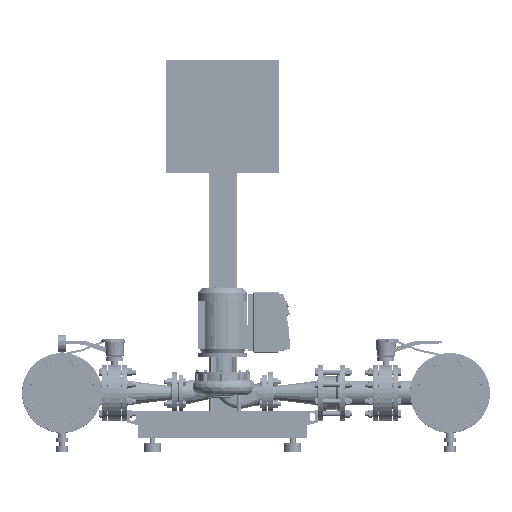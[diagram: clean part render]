
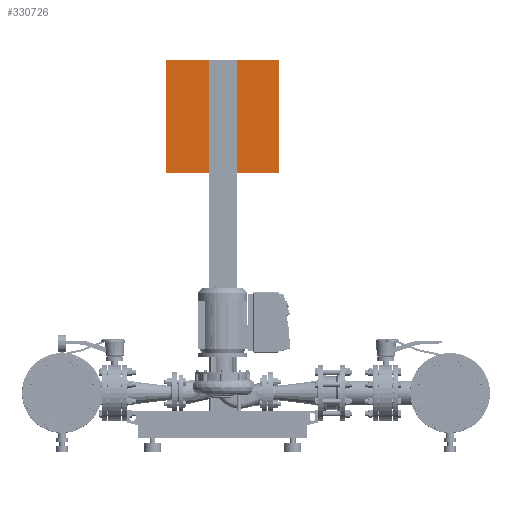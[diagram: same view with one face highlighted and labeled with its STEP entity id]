
A CAD part, left-side view. The second image highlights one B-rep face of the part: STEP entity #330726.
In plain terms, the highlighted planar face has unit normal (-1, 0, 0).
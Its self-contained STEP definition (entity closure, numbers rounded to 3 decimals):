
#330556=CARTESIAN_POINT('',(2060.0,200.,1394.0));
#330557=VERTEX_POINT('',#330556);
#330564=CARTESIAN_POINT('',(2060.0,-200.,1394.0));
#330565=VERTEX_POINT('',#330564);
#330566=CARTESIAN_POINT('',(2060.0,200.,1394.0));
#330567=DIRECTION('',(0.0,-1.0,0.0));
#330568=VECTOR('',#330567,400.0);
#330569=LINE('',#330566,#330568);
#330570=EDGE_CURVE('',#330557,#330565,#330569,.T.);
#330613=CARTESIAN_POINT('',(2060.0,-200.0,994.0));
#330614=VERTEX_POINT('',#330613);
#330615=CARTESIAN_POINT('',(2060.0,-200.,1394.0));
#330616=DIRECTION('',(0.0,0.0,-1.0));
#330617=VECTOR('',#330616,400.0);
#330618=LINE('',#330615,#330617);
#330619=EDGE_CURVE('',#330565,#330614,#330618,.T.);
#330639=CARTESIAN_POINT('',(2060.0,200.0,994.0));
#330640=VERTEX_POINT('',#330639);
#330647=CARTESIAN_POINT('',(2060.0,200.0,994.0));
#330648=DIRECTION('',(0.0,0.0,1.0));
#330649=VECTOR('',#330648,400.0);
#330650=LINE('',#330647,#330649);
#330651=EDGE_CURVE('',#330640,#330557,#330650,.T.);
#330664=CARTESIAN_POINT('',(2060.0,-200.0,994.0));
#330665=DIRECTION('',(0.0,1.0,0.0));
#330666=VECTOR('',#330665,400.0);
#330667=LINE('',#330664,#330666);
#330668=EDGE_CURVE('',#330614,#330640,#330667,.T.);
#330715=CARTESIAN_POINT('',(2060.0,0.,1194.0));
#330716=DIRECTION('',(1.0,0.0,0.0));
#330717=DIRECTION('',(0.0,1.0,0.0));
#330718=AXIS2_PLACEMENT_3D('',#330715,#330716,#330717);
#330719=PLANE('',#330718);
#330720=ORIENTED_EDGE('',*,*,#330651,.F.);
#330721=ORIENTED_EDGE('',*,*,#330668,.F.);
#330722=ORIENTED_EDGE('',*,*,#330619,.F.);
#330723=ORIENTED_EDGE('',*,*,#330570,.F.);
#330724=EDGE_LOOP('',(#330720,#330721,#330722,#330723));
#330725=FACE_OUTER_BOUND('',#330724,.T.);
#330726=ADVANCED_FACE('',(#330725),#330719,.F.);
